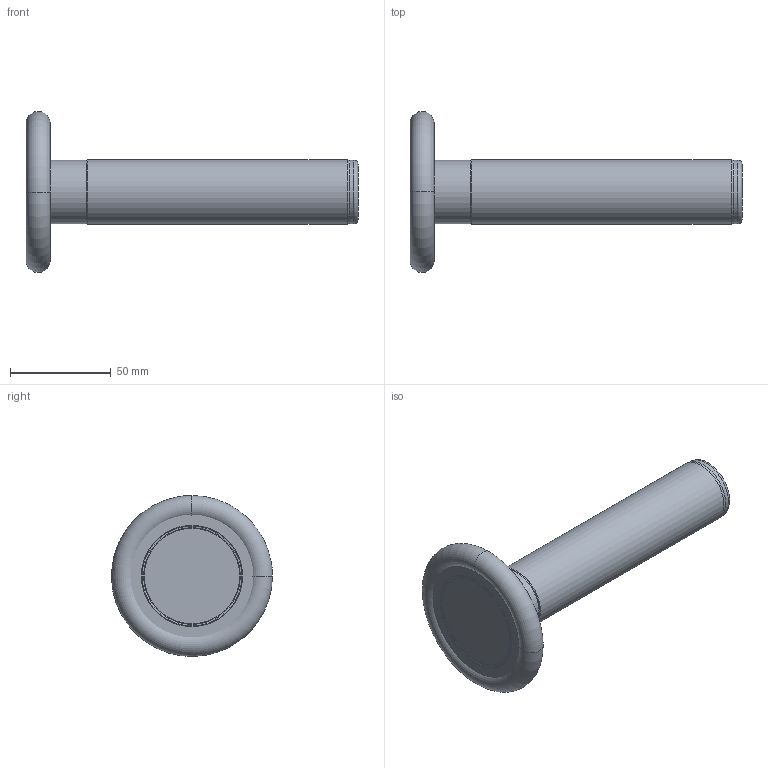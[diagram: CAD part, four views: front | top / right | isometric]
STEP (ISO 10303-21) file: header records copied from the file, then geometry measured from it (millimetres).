
FILE_DESCRIPTION(/* description */ (''),/* implementation_level */ '2;1');
FILE_NAME(/* name */ 'ATSMR-RD12T3-D80-W32-L165-Z06-H.stp',/* time_stamp */ '2023-10-04T09:02:19+03:00',/* author */ (''),/* organization */ (''),/* preprocessor_version */ 'ST-DEVELOPER v19.4',/* originating_system */ 'SIEMENS PLM Software NX2306.5001',/* authorisation */ '');
FILE_SCHEMA (('AUTOMOTIVE_DESIGN { 1 0 10303 214 3 1 1 1 }'));
Length unit declared in the file: millimetre
Products named in the file (1): ATSMR-RD12T3-D80-W32-L165-Z06-H-LIGHT_x_t_objects
Bounding box: 165 x 79.98 x 79.99 mm (x, y, z)
Volume: 190863.7 mm3; surface area: 34349.4 mm2
Topology: 2 solids, 2 shells, 22 faces, 38 edges, 21 vertices
Faces by surface type: torus 10, plane 5, cone 4, cylinder 3
Full cylindrical faces by diameter (mm): 31.5 x2, 32 x1
Entity records: 476 total; most frequent: DIRECTION 88, CARTESIAN_POINT 65, AXIS2_PLACEMENT_3D 44, EDGE_LOOP 42, ORIENTED_EDGE 42, FACE_BOUND 40, ADVANCED_FACE 22, VERTEX_POINT 21
